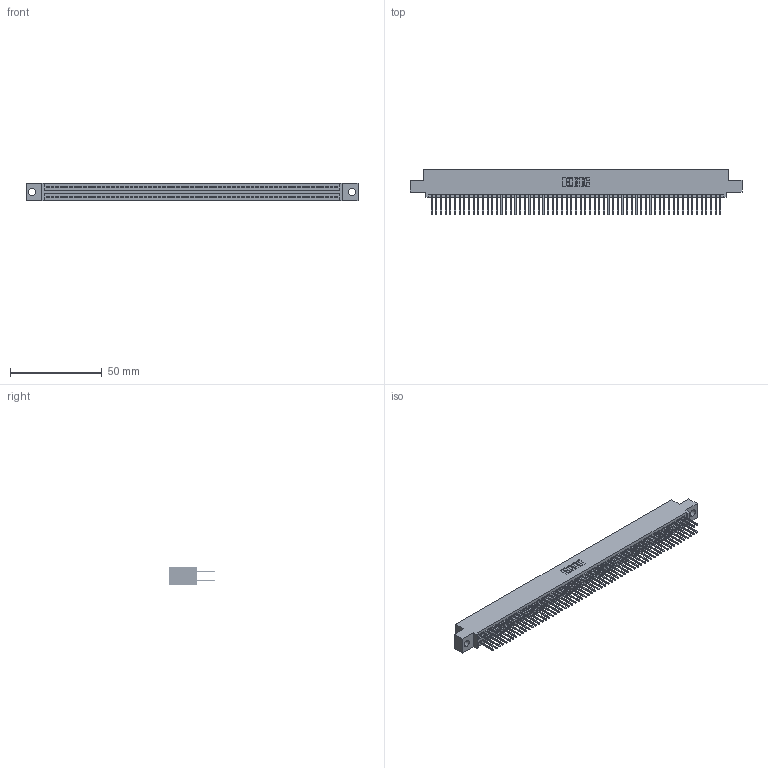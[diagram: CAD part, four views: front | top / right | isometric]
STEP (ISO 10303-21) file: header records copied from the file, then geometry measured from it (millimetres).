
FILE_DESCRIPTION (( 'STEP AP203' ), '1' );
FILE_NAME ('395-126-523-504.STEP', '2021-06-17T22:42:51', ( '' ), ( '' ), 'SwSTEP 2.0', 'SolidWorks 2020', '' );
FILE_SCHEMA (( 'CONFIG_CONTROL_DESIGN' ));
Length unit declared in the file: inch
Products named in the file (3): 345-292-001_345-293-123; 345 Part_0.110 Offset - 0.156 Dia-TI; 395-126-523-504
Assembly tree (127 placements, depth 2):
  395-126-523-504
    345 Part_0.110 Offset - 0.156 Dia-TI
    345-292-001_345-293-123  x126
Bounding box: 181.23 x 24.82 x 9.4 mm (x, y, z)
Volume: 17878.7 mm3; surface area: 27937.3 mm2
Topology: 127 solids, 127 shells, 6444 faces, 19163 edges, 12606 vertices
Faces by surface type: plane 4256, cylinder 2188
Entity records: 47173 total; most frequent: CARTESIAN_POINT 7894, ORIENTED_EDGE 7826, DIRECTION 6933, EDGE_CURVE 3913, LINE 3529, VECTOR 3529, VERTEX_POINT 2606, AXIS2_PLACEMENT_3D 1702
